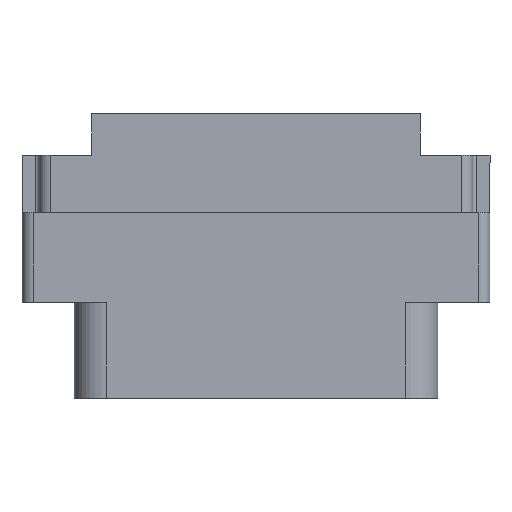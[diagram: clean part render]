
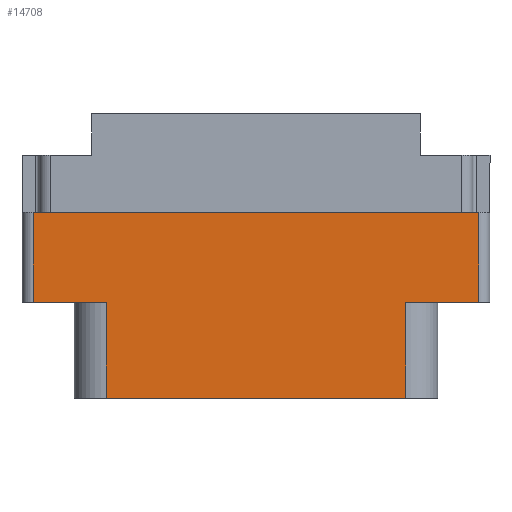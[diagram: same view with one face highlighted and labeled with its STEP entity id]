
A CAD part, front view. The second image highlights one B-rep face of the part: STEP entity #14708.
In plain terms, the highlighted planar face has unit normal (0, -1, 0).
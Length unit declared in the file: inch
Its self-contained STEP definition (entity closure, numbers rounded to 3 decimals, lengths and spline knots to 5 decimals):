
#293 = LINE ( 'NONE', #14432, #6318 ) ;
#331 = DIRECTION ( 'NONE',  ( 0., 0., -1. ) ) ;
#880 = VERTEX_POINT ( 'NONE', #9582 ) ;
#882 = ORIENTED_EDGE ( 'NONE', *, *, #3429, .T. ) ;
#1017 = CARTESIAN_POINT ( 'NONE',  ( -0.624, -0.343, -0.798 ) ) ;
#1142 = CARTESIAN_POINT ( 'NONE',  ( 0.42, -0.343, -0.529 ) ) ;
#2288 = CARTESIAN_POINT ( 'NONE',  ( -0.624, -0.343, -0.529 ) ) ;
#2557 = CARTESIAN_POINT ( 'NONE',  ( -0.624, -0.343, -0.798 ) ) ;
#2885 = FACE_OUTER_BOUND ( 'NONE', #8650, .T. ) ;
#3079 = DIRECTION ( 'NONE',  ( 0., 0., -1. ) ) ;
#3174 = EDGE_CURVE ( 'NONE', #9245, #15150, #8922, .T. ) ;
#3335 = ORIENTED_EDGE ( 'NONE', *, *, #5324, .F. ) ;
#3429 = EDGE_CURVE ( 'NONE', #13077, #10432, #4935, .T. ) ;
#4935 = LINE ( 'NONE', #16568, #10153 ) ;
#5117 = ORIENTED_EDGE ( 'NONE', *, *, #9623, .T. ) ;
#5324 = EDGE_CURVE ( 'NONE', #12524, #16369, #11875, .T. ) ;
#6264 = VECTOR ( 'NONE', #10344, 39.37008 ) ;
#6318 = VECTOR ( 'NONE', #331, 39.37008 ) ;
#6346 = DIRECTION ( 'NONE',  ( 0., 0., 1. ) ) ;
#6735 = VECTOR ( 'NONE', #15453, 39.37008 ) ;
#6754 = ORIENTED_EDGE ( 'NONE', *, *, #14880, .F. ) ;
#6872 = CARTESIAN_POINT ( 'NONE',  ( -0.42, -0.343, -0.529 ) ) ;
#7084 = ORIENTED_EDGE ( 'NONE', *, *, #10821, .F. ) ;
#7202 = CARTESIAN_POINT ( 'NONE',  ( -0.42, -0.343, -0.798 ) ) ;
#7224 = VECTOR ( 'NONE', #9431, 39.37008 ) ;
#7456 = VERTEX_POINT ( 'NONE', #12889 ) ;
#8034 = LINE ( 'NONE', #10446, #6264 ) ;
#8078 = DIRECTION ( 'NONE',  ( 0., 0., 1. ) ) ;
#8650 = EDGE_LOOP ( 'NONE', ( #5117, #11448, #7084, #3335, #9122, #6754, #10600, #882 ) ) ;
#8828 = DIRECTION ( 'NONE',  ( 1., 0., 0. ) ) ;
#8922 = LINE ( 'NONE', #1017, #6735 ) ;
#9122 = ORIENTED_EDGE ( 'NONE', *, *, #11428, .T. ) ;
#9245 = VERTEX_POINT ( 'NONE', #7202 ) ;
#9431 = DIRECTION ( 'NONE',  ( -1., 0., 0. ) ) ;
#9582 = CARTESIAN_POINT ( 'NONE',  ( -0.624, -0.343, -0.277 ) ) ;
#9585 = CARTESIAN_POINT ( 'NONE',  ( 0.42, -0.343, -0.798 ) ) ;
#9623 = EDGE_CURVE ( 'NONE', #10432, #9245, #9961, .T. ) ;
#9961 = LINE ( 'NONE', #6872, #15797 ) ;
#10153 = VECTOR ( 'NONE', #8828, 39.37008 ) ;
#10344 = DIRECTION ( 'NONE',  ( 1., 0., 0. ) ) ;
#10432 = VERTEX_POINT ( 'NONE', #13826 ) ;
#10446 = CARTESIAN_POINT ( 'NONE',  ( -0.656, -0.343, -0.277 ) ) ;
#10600 = ORIENTED_EDGE ( 'NONE', *, *, #12608, .F. ) ;
#10682 = CARTESIAN_POINT ( 'NONE',  ( 0., -0.343, -0.529 ) ) ;
#10683 = LINE ( 'NONE', #11403, #16120 ) ;
#10821 = EDGE_CURVE ( 'NONE', #16369, #15150, #293, .T. ) ;
#10853 = CARTESIAN_POINT ( 'NONE',  ( 0.624, -0.343, -0.798 ) ) ;
#11403 = CARTESIAN_POINT ( 'NONE',  ( -0.624, -0.343, -0.798 ) ) ;
#11413 = DIRECTION ( 'NONE',  ( 0., 0., -1. ) ) ;
#11428 = EDGE_CURVE ( 'NONE', #12524, #7456, #12359, .T. ) ;
#11448 = ORIENTED_EDGE ( 'NONE', *, *, #3174, .T. ) ;
#11531 = DIRECTION ( 'NONE',  ( 0., -1., 0. ) ) ;
#11875 = LINE ( 'NONE', #10682, #7224 ) ;
#12359 = LINE ( 'NONE', #10853, #13764 ) ;
#12524 = VERTEX_POINT ( 'NONE', #14113 ) ;
#12608 = EDGE_CURVE ( 'NONE', #13077, #880, #10683, .T. ) ;
#12889 = CARTESIAN_POINT ( 'NONE',  ( 0.624, -0.343, -0.277 ) ) ;
#13077 = VERTEX_POINT ( 'NONE', #2288 ) ;
#13764 = VECTOR ( 'NONE', #8078, 39.37008 ) ;
#13826 = CARTESIAN_POINT ( 'NONE',  ( -0.42, -0.343, -0.529 ) ) ;
#14113 = CARTESIAN_POINT ( 'NONE',  ( 0.624, -0.343, -0.529 ) ) ;
#14160 = AXIS2_PLACEMENT_3D ( 'NONE', #2557, #11531, #11413 ) ;
#14432 = CARTESIAN_POINT ( 'NONE',  ( 0.42, -0.343, -0.529 ) ) ;
#14708 = ADVANCED_FACE ( 'NONE', ( #2885 ), #15353, .T. ) ;
#14880 = EDGE_CURVE ( 'NONE', #880, #7456, #8034, .T. ) ;
#15150 = VERTEX_POINT ( 'NONE', #9585 ) ;
#15353 = PLANE ( 'NONE',  #14160 ) ;
#15453 = DIRECTION ( 'NONE',  ( 1., 0., 0. ) ) ;
#15797 = VECTOR ( 'NONE', #3079, 39.37008 ) ;
#16120 = VECTOR ( 'NONE', #6346, 39.37008 ) ;
#16369 = VERTEX_POINT ( 'NONE', #1142 ) ;
#16568 = CARTESIAN_POINT ( 'NONE',  ( 0., -0.343, -0.529 ) ) ;
